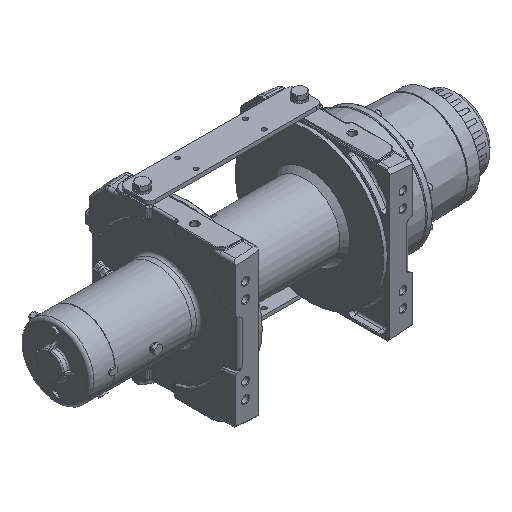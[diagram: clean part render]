
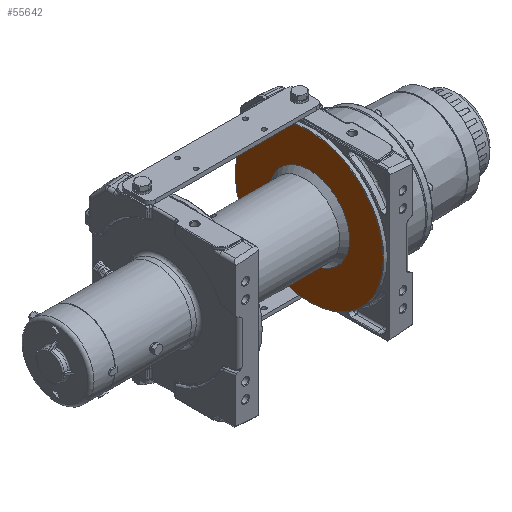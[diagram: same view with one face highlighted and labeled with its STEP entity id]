
A CAD part, isometric view. The second image highlights one B-rep face of the part: STEP entity #55642.
In plain terms, the highlighted planar face has unit normal (-1, 0, 0).
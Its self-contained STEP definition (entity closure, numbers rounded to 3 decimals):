
#3510=FACE_BOUND('',#11616,.T.);
#4561=PLANE('',#62253);
#7968=FACE_OUTER_BOUND('',#11615,.T.);
#11615=EDGE_LOOP('',(#51119,#51120));
#11616=EDGE_LOOP('',(#51121,#51122));
#21148=CIRCLE('',#62212,65.);
#21149=CIRCLE('',#62213,65.);
#21159=CIRCLE('',#62229,119.5);
#21160=CIRCLE('',#62230,119.5);
#26213=VERTEX_POINT('',#229670);
#26214=VERTEX_POINT('',#229671);
#26227=VERTEX_POINT('',#229746);
#26228=VERTEX_POINT('',#229748);
#34517=EDGE_CURVE('',#26213,#26214,#21148,.T.);
#34518=EDGE_CURVE('',#26214,#26213,#21149,.T.);
#34539=EDGE_CURVE('',#26227,#26228,#21159,.T.);
#34540=EDGE_CURVE('',#26228,#26227,#21160,.T.);
#51119=ORIENTED_EDGE('',*,*,#34540,.F.);
#51120=ORIENTED_EDGE('',*,*,#34539,.F.);
#51121=ORIENTED_EDGE('',*,*,#34517,.T.);
#51122=ORIENTED_EDGE('',*,*,#34518,.T.);
#55642=ADVANCED_FACE('',(#7968,#3510),#4561,.F.);
#62212=AXIS2_PLACEMENT_3D('',#229672,#78254,#78255);
#62213=AXIS2_PLACEMENT_3D('',#229673,#78256,#78257);
#62229=AXIS2_PLACEMENT_3D('',#229749,#78297,#78298);
#62230=AXIS2_PLACEMENT_3D('',#229750,#78299,#78300);
#62253=AXIS2_PLACEMENT_3D('',#229793,#78350,#78351);
#78254=DIRECTION('center_axis',(1.,0.,0.));
#78255=DIRECTION('ref_axis',(0.,1.,0.));
#78256=DIRECTION('center_axis',(1.,0.,0.));
#78257=DIRECTION('ref_axis',(0.,1.,0.));
#78297=DIRECTION('center_axis',(1.,0.,0.));
#78298=DIRECTION('ref_axis',(0.,1.,0.));
#78299=DIRECTION('center_axis',(1.,0.,0.));
#78300=DIRECTION('ref_axis',(0.,1.,0.));
#78350=DIRECTION('center_axis',(1.,0.,0.));
#78351=DIRECTION('ref_axis',(0.,0.,-1.));
#229670=CARTESIAN_POINT('',(-173.276,38.465,0.));
#229671=CARTESIAN_POINT('',(-173.276,-91.535,0.));
#229672=CARTESIAN_POINT('Origin',(-173.276,-26.535,0.));
#229673=CARTESIAN_POINT('Origin',(-173.276,-26.535,0.));
#229746=CARTESIAN_POINT('',(-173.276,-146.035,0.));
#229748=CARTESIAN_POINT('',(-173.276,92.965,0.));
#229749=CARTESIAN_POINT('Origin',(-173.276,-26.535,0.));
#229750=CARTESIAN_POINT('Origin',(-173.276,-26.535,0.));
#229793=CARTESIAN_POINT('Origin',(-173.276,-147.469,120.934));
